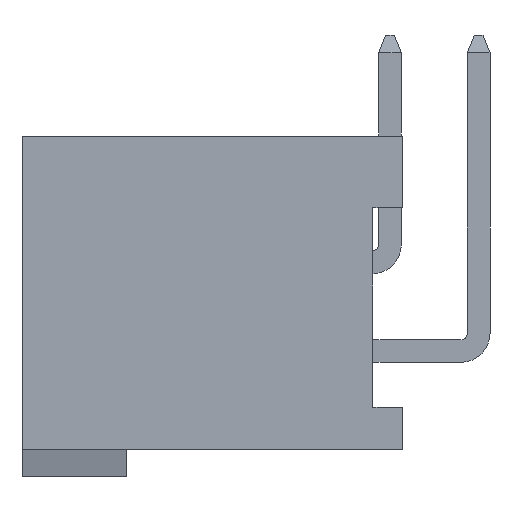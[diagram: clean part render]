
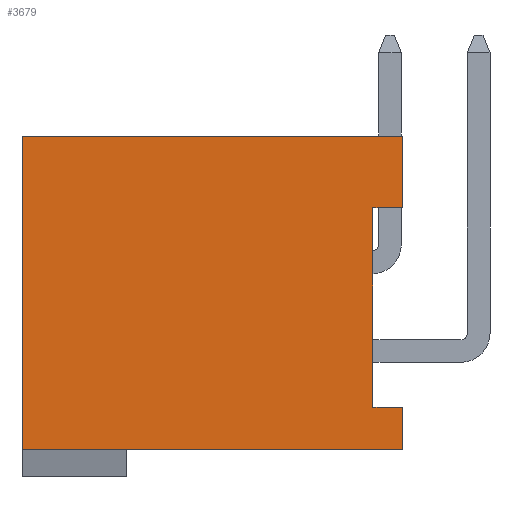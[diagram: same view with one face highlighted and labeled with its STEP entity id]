
A CAD part, left-side view. The second image highlights one B-rep face of the part: STEP entity #3679.
In plain terms, the highlighted planar face has unit normal (-1, 0, 0).
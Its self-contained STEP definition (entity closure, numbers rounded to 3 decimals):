
#517=DIRECTION('',(0.,0.,1.));
#518=VECTOR('',#517,2.05);
#519=CARTESIAN_POINT('',(-6.25,-5.45,2.825));
#520=LINE('',#519,#518);
#537=DIRECTION('',(0.,0.,1.));
#538=VECTOR('',#537,1.225);
#539=CARTESIAN_POINT('',(-6.25,-5.45,-4.1));
#540=LINE('',#539,#538);
#561=DIRECTION('',(0.,-1.,0.));
#562=VECTOR('',#561,10.9);
#563=CARTESIAN_POINT('',(-6.25,5.45,-4.1));
#564=LINE('',#563,#562);
#565=DIRECTION('',(0.,0.,1.));
#566=VECTOR('',#565,8.975);
#567=CARTESIAN_POINT('',(-6.25,5.45,-4.1));
#568=LINE('',#567,#566);
#569=DIRECTION('',(0.,1.,0.));
#570=VECTOR('',#569,0.85);
#571=CARTESIAN_POINT('',(-6.25,-5.45,2.825));
#572=LINE('',#571,#570);
#573=DIRECTION('',(0.,0.,1.));
#574=VECTOR('',#573,5.7);
#575=CARTESIAN_POINT('',(-6.25,-4.6,-2.875));
#576=LINE('',#575,#574);
#577=DIRECTION('',(0.,1.,0.));
#578=VECTOR('',#577,0.85);
#579=CARTESIAN_POINT('',(-6.25,-5.45,-2.875));
#580=LINE('',#579,#578);
#585=DIRECTION('',(0.,-1.,0.));
#586=VECTOR('',#585,10.9);
#587=CARTESIAN_POINT('',(-6.25,5.45,4.875));
#588=LINE('',#587,#586);
#2265=CARTESIAN_POINT('',(-6.25,5.45,4.875));
#2266=CARTESIAN_POINT('',(-6.25,-5.45,4.875));
#2267=VERTEX_POINT('',#2265);
#2268=VERTEX_POINT('',#2266);
#2285=CARTESIAN_POINT('',(-6.25,-5.45,-2.875));
#2286=CARTESIAN_POINT('',(-6.25,-4.6,-2.875));
#2287=VERTEX_POINT('',#2285);
#2288=VERTEX_POINT('',#2286);
#2289=CARTESIAN_POINT('',(-6.25,-4.6,2.825));
#2290=VERTEX_POINT('',#2289);
#2291=CARTESIAN_POINT('',(-6.25,-5.45,2.825));
#2292=VERTEX_POINT('',#2291);
#2379=CARTESIAN_POINT('',(-6.25,5.45,-4.1));
#2380=CARTESIAN_POINT('',(-6.25,-5.45,-4.1));
#2381=VERTEX_POINT('',#2379);
#2382=VERTEX_POINT('',#2380);
#3662=CARTESIAN_POINT('',(-6.25,5.45,-4.875));
#3663=DIRECTION('',(-1.,0.,0.));
#3664=DIRECTION('',(0.,-1.,0.));
#3665=AXIS2_PLACEMENT_3D('',#3662,#3663,#3664);
#3666=PLANE('',#3665);
#3667=ORIENTED_EDGE('',*,*,#3167,.F.);
#3668=ORIENTED_EDGE('',*,*,#3055,.T.);
#3670=ORIENTED_EDGE('',*,*,#3669,.T.);
#3671=ORIENTED_EDGE('',*,*,#3614,.F.);
#3672=ORIENTED_EDGE('',*,*,#3435,.T.);
#3673=ORIENTED_EDGE('',*,*,#3476,.F.);
#3675=ORIENTED_EDGE('',*,*,#3674,.F.);
#3676=ORIENTED_EDGE('',*,*,#3641,.F.);
#3677=EDGE_LOOP('',(#3667,#3668,#3670,#3671,#3672,#3673,#3675,#3676));
#3678=FACE_OUTER_BOUND('',#3677,.F.);
#3679=ADVANCED_FACE('',(#3678),#3666,.T.);
#3055=EDGE_CURVE('',#2381,#2267,#568,.T.);
#3167=EDGE_CURVE('',#2381,#2382,#564,.T.);
#3435=EDGE_CURVE('',#2292,#2290,#572,.T.);
#3476=EDGE_CURVE('',#2288,#2290,#576,.T.);
#3614=EDGE_CURVE('',#2292,#2268,#520,.T.);
#3641=EDGE_CURVE('',#2382,#2287,#540,.T.);
#3669=EDGE_CURVE('',#2267,#2268,#588,.T.);
#3674=EDGE_CURVE('',#2287,#2288,#580,.T.);
